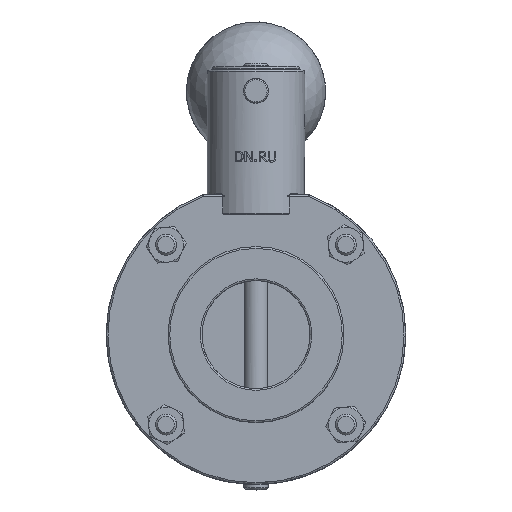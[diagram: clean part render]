
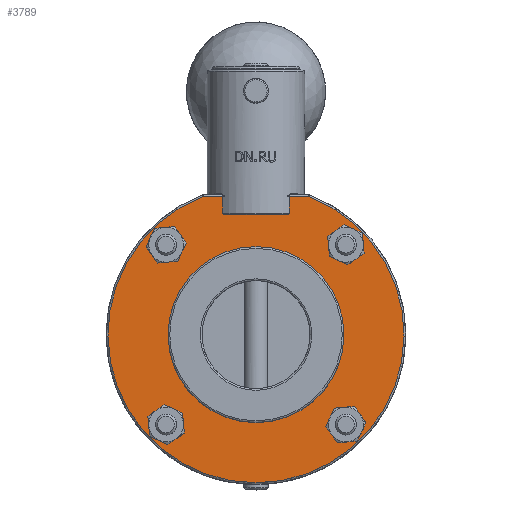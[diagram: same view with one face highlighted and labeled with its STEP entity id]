
A CAD part, top view. The second image highlights one B-rep face of the part: STEP entity #3789.
In plain terms, the highlighted planar face has unit normal (0, 0, 1).
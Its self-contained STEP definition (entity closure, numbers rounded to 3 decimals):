
#262=FACE_BOUND('',#1156,.T.);
#263=FACE_BOUND('',#1157,.T.);
#264=FACE_BOUND('',#1158,.T.);
#265=FACE_BOUND('',#1159,.T.);
#266=FACE_BOUND('',#1160,.T.);
#298=PLANE('',#4274);
#445=LINE('',#6784,#653);
#653=VECTOR('',#4963,10.);
#914=FACE_OUTER_BOUND('',#1155,.T.);
#1155=EDGE_LOOP('',(#2824,#2825));
#1156=EDGE_LOOP('',(#2826));
#1157=EDGE_LOOP('',(#2827));
#1158=EDGE_LOOP('',(#2828));
#1159=EDGE_LOOP('',(#2829));
#1160=EDGE_LOOP('',(#2830));
#1365=CIRCLE('',#4140,25.25);
#1444=CIRCLE('',#4267,42.5);
#1449=CIRCLE('',#4275,2.5);
#1450=CIRCLE('',#4276,2.5);
#1451=CIRCLE('',#4277,2.5);
#1452=CIRCLE('',#4278,2.5);
#1567=VERTEX_POINT('',#5673);
#1715=VERTEX_POINT('',#6753);
#1720=VERTEX_POINT('',#6767);
#1725=VERTEX_POINT('',#6798);
#1726=VERTEX_POINT('',#6800);
#1727=VERTEX_POINT('',#6802);
#1728=VERTEX_POINT('',#6804);
#1935=EDGE_CURVE('',#1567,#1567,#1365,.T.);
#2132=EDGE_CURVE('',#1715,#1720,#1444,.T.);
#2134=EDGE_CURVE('',#1720,#1715,#445,.T.);
#2142=EDGE_CURVE('',#1725,#1725,#1449,.T.);
#2143=EDGE_CURVE('',#1726,#1726,#1450,.T.);
#2144=EDGE_CURVE('',#1727,#1727,#1451,.T.);
#2145=EDGE_CURVE('',#1728,#1728,#1452,.T.);
#2824=ORIENTED_EDGE('',*,*,#2132,.F.);
#2825=ORIENTED_EDGE('',*,*,#2134,.F.);
#2826=ORIENTED_EDGE('',*,*,#1935,.T.);
#2827=ORIENTED_EDGE('',*,*,#2142,.T.);
#2828=ORIENTED_EDGE('',*,*,#2143,.T.);
#2829=ORIENTED_EDGE('',*,*,#2144,.T.);
#2830=ORIENTED_EDGE('',*,*,#2145,.T.);
#3789=ADVANCED_FACE('',(#914,#262,#263,#264,#265,#266),#298,.T.);
#4140=AXIS2_PLACEMENT_3D('',#5675,#4640,#4641);
#4267=AXIS2_PLACEMENT_3D('',#6768,#4959,#4960);
#4274=AXIS2_PLACEMENT_3D('',#6797,#4977,#4978);
#4275=AXIS2_PLACEMENT_3D('',#6799,#4979,#4980);
#4276=AXIS2_PLACEMENT_3D('',#6801,#4981,#4982);
#4277=AXIS2_PLACEMENT_3D('',#6803,#4983,#4984);
#4278=AXIS2_PLACEMENT_3D('',#6805,#4985,#4986);
#4640=DIRECTION('center_axis',(0.,0.,-1.));
#4641=DIRECTION('ref_axis',(1.,0.,0.));
#4959=DIRECTION('center_axis',(0.,0.,-1.));
#4960=DIRECTION('ref_axis',(0.,-1.,0.));
#4963=DIRECTION('',(1.,0.,0.));
#4977=DIRECTION('center_axis',(0.,0.,1.));
#4978=DIRECTION('ref_axis',(1.,0.,0.));
#4979=DIRECTION('center_axis',(0.,0.,-1.));
#4980=DIRECTION('ref_axis',(-1.,0.,0.));
#4981=DIRECTION('center_axis',(0.,0.,-1.));
#4982=DIRECTION('ref_axis',(-1.,0.,0.));
#4983=DIRECTION('center_axis',(0.,0.,-1.));
#4984=DIRECTION('ref_axis',(-1.,0.,0.));
#4985=DIRECTION('center_axis',(0.,0.,-1.));
#4986=DIRECTION('ref_axis',(-1.,0.,0.));
#5673=CARTESIAN_POINT('',(0.,-25.25,10.1));
#5675=CARTESIAN_POINT('Origin',(0.,0.,10.1));
#6753=CARTESIAN_POINT('',(15.171,39.7,10.1));
#6767=CARTESIAN_POINT('',(-15.171,39.7,10.1));
#6768=CARTESIAN_POINT('Origin',(0.,0.,10.1));
#6784=CARTESIAN_POINT('',(0.,39.7,10.1));
#6797=CARTESIAN_POINT('Origin',(0.,0.,10.1));
#6798=CARTESIAN_POINT('',(28.309,25.809,10.1));
#6799=CARTESIAN_POINT('Origin',(25.809,25.809,10.1));
#6800=CARTESIAN_POINT('',(-23.309,25.809,10.1));
#6801=CARTESIAN_POINT('Origin',(-25.809,25.809,10.1));
#6802=CARTESIAN_POINT('',(-23.309,-25.809,10.1));
#6803=CARTESIAN_POINT('Origin',(-25.809,-25.809,10.1));
#6804=CARTESIAN_POINT('',(28.309,-25.809,10.1));
#6805=CARTESIAN_POINT('Origin',(25.809,-25.809,10.1));
